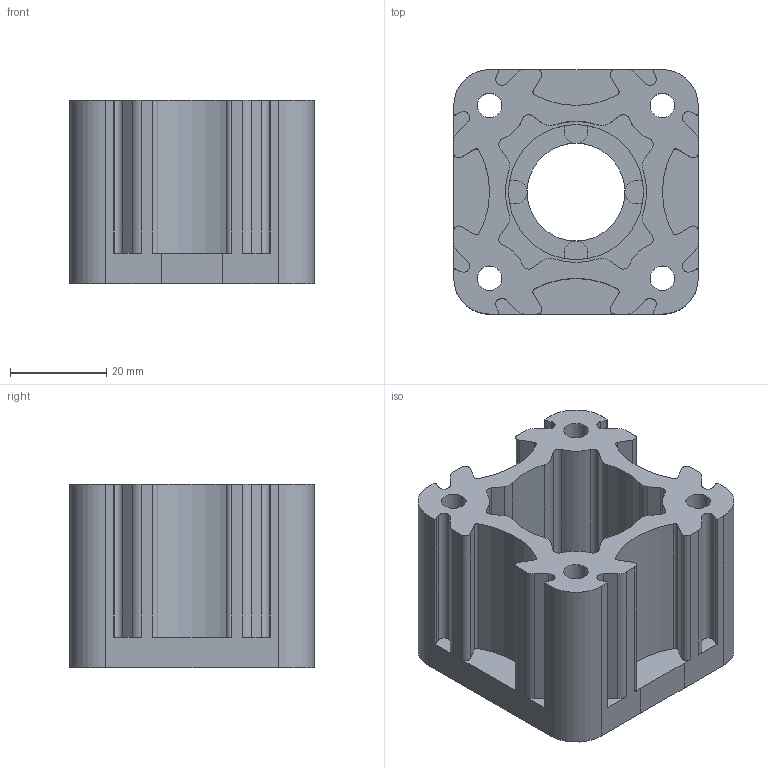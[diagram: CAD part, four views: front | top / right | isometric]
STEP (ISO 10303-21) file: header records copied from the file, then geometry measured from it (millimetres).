
FILE_DESCRIPTION(/* description */ (''),/* implementation_level */ '2;1');
FILE_NAME(/* name */ '02392e89-6a17-4b55-b94d-b641a7749577.stp',/* time_stamp */ '2023-01-16T22:06:55Z',/* author */ (''),/* organization */ (''),/* preprocessor_version */ 'ST-DEVELOPER v19.2',/* originating_system */ 'Autodesk Translation Framework v11.17.0.187',/* authorisation */ '');
FILE_SCHEMA (('AUTOMOTIVE_DESIGN { 1 0 10303 214 3 1 1 }'));
Length unit declared in the file: inch
Products named in the file (1): PLG mount - 3D printed
Bounding box: 50.8 x 50.8 x 38.1 mm (x, y, z)
Volume: 46866.1 mm3; surface area: 21706.8 mm2
Topology: 1 solids, 1 shells, 181 faces, 517 edges, 343 vertices
Faces by surface type: plane 99, cylinder 82
Full cylindrical faces by diameter (mm): 5.105 x4, 20.32 x1, 28.067 x1
Entity records: 6012 total; most frequent: DIRECTION 1060, CARTESIAN_POINT 1042, ORIENTED_EDGE 1034, EDGE_CURVE 517, AXIS2_PLACEMENT_3D 361, VERTEX_POINT 343, LINE 338, VECTOR 338
